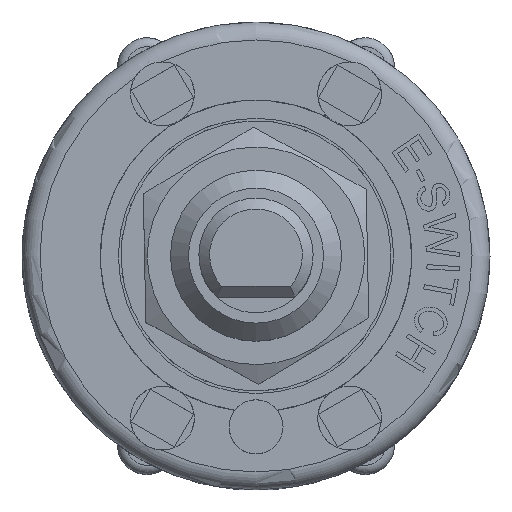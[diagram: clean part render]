
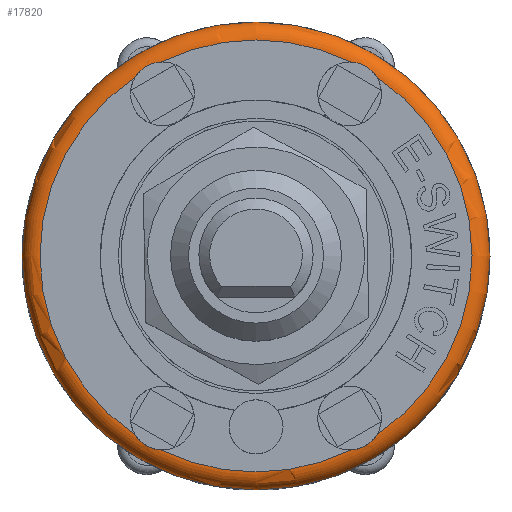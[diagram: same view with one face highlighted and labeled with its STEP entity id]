
A CAD part, top view. The second image highlights one B-rep face of the part: STEP entity #17820.
In plain terms, the highlighted toroidal (fillet/blend) face has major radius 12 mm and minor radius 1 mm.
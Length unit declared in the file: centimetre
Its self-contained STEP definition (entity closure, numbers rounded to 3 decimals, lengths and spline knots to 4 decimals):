
#30=TOROIDAL_SURFACE('',#18892,1.2,0.1);
#548=B_SPLINE_CURVE_WITH_KNOTS('',3,(#30340,#30341,#30342,#30343,#30344,
#30345,#30346,#30347,#30348,#30349,#30350,#30351),.UNSPECIFIED.,.F.,.F.,
(4,2,2,2,2,4),(-0.2692,-0.2446,-0.216,
-0.1921,-0.1645,-0.1357),.UNSPECIFIED.);
#549=B_SPLINE_CURVE_WITH_KNOTS('',3,(#30363,#30364,#30365,#30366,#30367,
#30368,#30369,#30370,#30371,#30372,#30373,#30374),.UNSPECIFIED.,.F.,.F.,
(4,2,2,2,2,4),(-0.2692,-0.2446,-0.216,
-0.1921,-0.1645,-0.1357),.UNSPECIFIED.);
#550=B_SPLINE_CURVE_WITH_KNOTS('',3,(#30391,#30392,#30393,#30394,#30395,
#30396,#30397,#30398,#30399,#30400,#30401,#30402),.UNSPECIFIED.,.F.,.F.,
(4,2,2,2,2,4),(-0.2692,-0.2446,-0.216,
-0.1921,-0.1645,-0.1357),.UNSPECIFIED.);
#551=B_SPLINE_CURVE_WITH_KNOTS('',3,(#30424,#30425,#30426,#30427,#30428,
#30429,#30430,#30431,#30432,#30433,#30434,#30435),.UNSPECIFIED.,.F.,.F.,
(4,2,2,2,2,4),(-0.2692,-0.2446,-0.216,
-0.1921,-0.1645,-0.1357),.UNSPECIFIED.);
#5438=FACE_OUTER_BOUND('',#6479,.T.);
#6479=EDGE_LOOP('',(#15773,#15774,#15775,#15776,#15777,#15778,#15779,#15780,
#15781,#15782,#15783,#15784));
#6842=CIRCLE('',#18845,1.3);
#6869=CIRCLE('',#18893,0.1);
#6870=CIRCLE('',#18894,1.2);
#6871=CIRCLE('',#18895,1.2);
#6872=CIRCLE('',#18896,1.2);
#6873=CIRCLE('',#18897,1.2);
#6874=CIRCLE('',#18898,1.2);
#8457=VERTEX_POINT('',#30302);
#8465=VERTEX_POINT('',#30338);
#8466=VERTEX_POINT('',#30339);
#8469=VERTEX_POINT('',#30361);
#8470=VERTEX_POINT('',#30362);
#8475=VERTEX_POINT('',#30389);
#8476=VERTEX_POINT('',#30390);
#8483=VERTEX_POINT('',#30422);
#8484=VERTEX_POINT('',#30423);
#8487=VERTEX_POINT('',#30445);
#10945=EDGE_CURVE('',#8457,#8457,#6842,.T.);
#10963=EDGE_CURVE('',#8465,#8466,#548,.T.);
#10969=EDGE_CURVE('',#8469,#8470,#549,.T.);
#10977=EDGE_CURVE('',#8475,#8476,#550,.T.);
#10987=EDGE_CURVE('',#8483,#8484,#551,.T.);
#10993=EDGE_CURVE('',#8457,#8487,#6869,.T.);
#10994=EDGE_CURVE('',#8487,#8475,#6870,.T.);
#10995=EDGE_CURVE('',#8476,#8469,#6871,.T.);
#10996=EDGE_CURVE('',#8470,#8465,#6872,.T.);
#10997=EDGE_CURVE('',#8466,#8483,#6873,.T.);
#10998=EDGE_CURVE('',#8484,#8487,#6874,.T.);
#15773=ORIENTED_EDGE('',*,*,#10945,.T.);
#15774=ORIENTED_EDGE('',*,*,#10993,.T.);
#15775=ORIENTED_EDGE('',*,*,#10994,.T.);
#15776=ORIENTED_EDGE('',*,*,#10977,.T.);
#15777=ORIENTED_EDGE('',*,*,#10995,.T.);
#15778=ORIENTED_EDGE('',*,*,#10969,.T.);
#15779=ORIENTED_EDGE('',*,*,#10996,.T.);
#15780=ORIENTED_EDGE('',*,*,#10963,.T.);
#15781=ORIENTED_EDGE('',*,*,#10997,.T.);
#15782=ORIENTED_EDGE('',*,*,#10987,.T.);
#15783=ORIENTED_EDGE('',*,*,#10998,.T.);
#15784=ORIENTED_EDGE('',*,*,#10993,.F.);
#17820=ADVANCED_FACE('',(#5438),#30,.T.);
#18845=AXIS2_PLACEMENT_3D('',#30303,#22609,#22610);
#18892=AXIS2_PLACEMENT_3D('',#30444,#22720,#22721);
#18893=AXIS2_PLACEMENT_3D('',#30446,#22722,#22723);
#18894=AXIS2_PLACEMENT_3D('',#30447,#22724,#22725);
#18895=AXIS2_PLACEMENT_3D('',#30448,#22726,#22727);
#18896=AXIS2_PLACEMENT_3D('',#30449,#22728,#22729);
#18897=AXIS2_PLACEMENT_3D('',#30450,#22730,#22731);
#18898=AXIS2_PLACEMENT_3D('',#30451,#22732,#22733);
#22609=DIRECTION('center_axis',(0.,0.,
1.));
#22610=DIRECTION('ref_axis',(-1.,0.,0.));
#22720=DIRECTION('center_axis',(0.,0.,
-1.));
#22721=DIRECTION('ref_axis',(-1.,0.,0.));
#22722=DIRECTION('center_axis',(0.,-1.,0.));
#22723=DIRECTION('ref_axis',(1.,0.,0.));
#22724=DIRECTION('center_axis',(0.,0.,
-1.));
#22725=DIRECTION('ref_axis',(-1.,0.,0.));
#22726=DIRECTION('center_axis',(0.,0.,
-1.));
#22727=DIRECTION('ref_axis',(-1.,0.,0.));
#22728=DIRECTION('center_axis',(0.,0.,
-1.));
#22729=DIRECTION('ref_axis',(-1.,0.,0.));
#22730=DIRECTION('center_axis',(0.,0.,
-1.));
#22731=DIRECTION('ref_axis',(-1.,0.,0.));
#22732=DIRECTION('center_axis',(0.,0.,
-1.));
#22733=DIRECTION('ref_axis',(-1.,0.,0.));
#30302=CARTESIAN_POINT('',(1.0912,-0.2873,0.7549));
#30303=CARTESIAN_POINT('Origin',(-0.2088,-0.2873,
0.7549));
#30338=CARTESIAN_POINT('',(-0.8788,0.7082,0.8549));
#30339=CARTESIAN_POINT('',(-0.7359,0.7907,0.8549));
#30340=CARTESIAN_POINT('Ctrl Pts',(-0.8788,0.7082,
0.8549));
#30341=CARTESIAN_POINT('Ctrl Pts',(-0.8734,0.7168,
0.8549));
#30342=CARTESIAN_POINT('Ctrl Pts',(-0.8671,0.7251,
0.8547));
#30343=CARTESIAN_POINT('Ctrl Pts',(-0.8516,0.7421,
0.854));
#30344=CARTESIAN_POINT('Ctrl Pts',(-0.8423,0.7504,
0.8537));
#30345=CARTESIAN_POINT('Ctrl Pts',(-0.8238,0.7637,
0.8533));
#30346=CARTESIAN_POINT('Ctrl Pts',(-0.8148,0.7689,
0.8533));
#30347=CARTESIAN_POINT('Ctrl Pts',(-0.7947,0.7786,
0.8536));
#30348=CARTESIAN_POINT('Ctrl Pts',(-0.7835,0.7826,
0.8539));
#30349=CARTESIAN_POINT('Ctrl Pts',(-0.7598,0.7886,
0.8546));
#30350=CARTESIAN_POINT('Ctrl Pts',(-0.7478,0.7902,
0.8549));
#30351=CARTESIAN_POINT('Ctrl Pts',(-0.7359,0.7907,
0.8549));
#30361=CARTESIAN_POINT('',(-0.7359,-1.3653,0.8549));
#30362=CARTESIAN_POINT('',(-0.8788,-1.2828,0.8549));
#30363=CARTESIAN_POINT('Ctrl Pts',(-0.7359,-1.3653,
0.8549));
#30364=CARTESIAN_POINT('Ctrl Pts',(-0.7461,-1.3649,
0.8549));
#30365=CARTESIAN_POINT('Ctrl Pts',(-0.7564,-1.3636,
0.8547));
#30366=CARTESIAN_POINT('Ctrl Pts',(-0.7789,-1.3587,
0.854));
#30367=CARTESIAN_POINT('Ctrl Pts',(-0.7907,-1.3548,
0.8537));
#30368=CARTESIAN_POINT('Ctrl Pts',(-0.8115,-1.3454,0.8533));
#30369=CARTESIAN_POINT('Ctrl Pts',(-0.8205,-1.3403,
0.8533));
#30370=CARTESIAN_POINT('Ctrl Pts',(-0.8389,-1.3277,
0.8536));
#30371=CARTESIAN_POINT('Ctrl Pts',(-0.8481,-1.32,
0.8539));
#30372=CARTESIAN_POINT('Ctrl Pts',(-0.865,-1.3025,
0.8546));
#30373=CARTESIAN_POINT('Ctrl Pts',(-0.8725,-1.2928,
0.8549));
#30374=CARTESIAN_POINT('Ctrl Pts',(-0.8788,-1.2828,
0.8549));
#30389=CARTESIAN_POINT('',(0.4612,-1.2828,0.8549));
#30390=CARTESIAN_POINT('',(0.3183,-1.3653,0.8549));
#30391=CARTESIAN_POINT('Ctrl Pts',(0.4612,-1.2828,
0.8549));
#30392=CARTESIAN_POINT('Ctrl Pts',(0.4558,-1.2914,
0.8549));
#30393=CARTESIAN_POINT('Ctrl Pts',(0.4495,-1.2997,0.8547));
#30394=CARTESIAN_POINT('Ctrl Pts',(0.434,-1.3168,
0.854));
#30395=CARTESIAN_POINT('Ctrl Pts',(0.4247,-1.325,
0.8537));
#30396=CARTESIAN_POINT('Ctrl Pts',(0.4062,-1.3383,
0.8533));
#30397=CARTESIAN_POINT('Ctrl Pts',(0.3973,-1.3436,
0.8533));
#30398=CARTESIAN_POINT('Ctrl Pts',(0.3771,-1.3532,
0.8536));
#30399=CARTESIAN_POINT('Ctrl Pts',(0.3659,-1.3573,
0.8539));
#30400=CARTESIAN_POINT('Ctrl Pts',(0.3422,-1.3632,
0.8546));
#30401=CARTESIAN_POINT('Ctrl Pts',(0.3302,-1.3649,
0.8549));
#30402=CARTESIAN_POINT('Ctrl Pts',(0.3183,-1.3653,
0.8549));
#30422=CARTESIAN_POINT('',(0.3183,0.7907,0.8549));
#30423=CARTESIAN_POINT('',(0.4612,0.7082,0.8549));
#30424=CARTESIAN_POINT('Ctrl Pts',(0.3183,0.7907,
0.8549));
#30425=CARTESIAN_POINT('Ctrl Pts',(0.3285,0.7903,0.8549));
#30426=CARTESIAN_POINT('Ctrl Pts',(0.3388,0.789,
0.8547));
#30427=CARTESIAN_POINT('Ctrl Pts',(0.3613,0.7841,
0.854));
#30428=CARTESIAN_POINT('Ctrl Pts',(0.3732,0.7802,0.8537));
#30429=CARTESIAN_POINT('Ctrl Pts',(0.3939,0.7708,
0.8533));
#30430=CARTESIAN_POINT('Ctrl Pts',(0.4029,0.7657,
0.8533));
#30431=CARTESIAN_POINT('Ctrl Pts',(0.4213,0.7531,0.8536));
#30432=CARTESIAN_POINT('Ctrl Pts',(0.4305,0.7454,0.8539));
#30433=CARTESIAN_POINT('Ctrl Pts',(0.4474,0.7278,
0.8546));
#30434=CARTESIAN_POINT('Ctrl Pts',(0.4549,0.7182,
0.8549));
#30435=CARTESIAN_POINT('Ctrl Pts',(0.4612,0.7082,
0.8549));
#30444=CARTESIAN_POINT('Origin',(-0.2088,-0.2873,
0.7549));
#30445=CARTESIAN_POINT('',(0.9912,-0.2873,0.8549));
#30446=CARTESIAN_POINT('Origin',(0.9912,-0.2873,0.7549));
#30447=CARTESIAN_POINT('Origin',(-0.2088,-0.2873,
0.8549));
#30448=CARTESIAN_POINT('Origin',(-0.2088,-0.2873,
0.8549));
#30449=CARTESIAN_POINT('Origin',(-0.2088,-0.2873,
0.8549));
#30450=CARTESIAN_POINT('Origin',(-0.2088,-0.2873,
0.8549));
#30451=CARTESIAN_POINT('Origin',(-0.2088,-0.2873,
0.8549));
